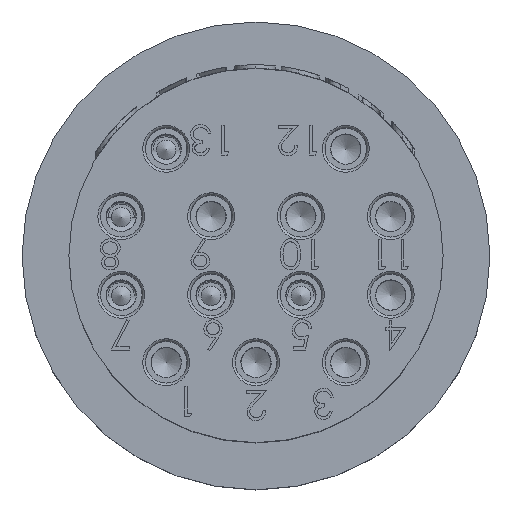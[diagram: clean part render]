
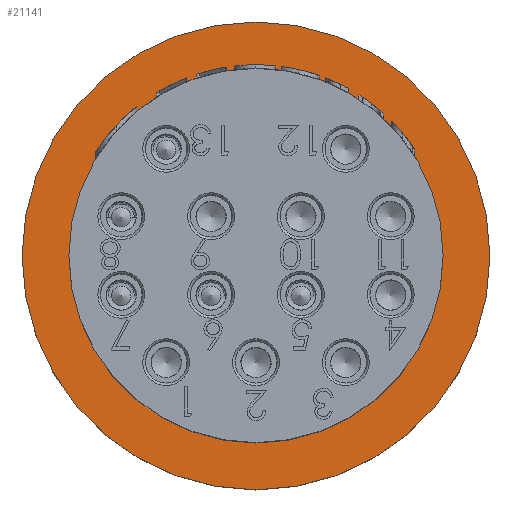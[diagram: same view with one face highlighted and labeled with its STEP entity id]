
A CAD part, top view. The second image highlights one B-rep face of the part: STEP entity #21141.
In plain terms, the highlighted planar face has unit normal (0, 0, 1).
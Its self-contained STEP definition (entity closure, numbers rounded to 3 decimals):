
#368=FACE_BOUND('',#4116,.T.);
#898=PLANE('',#23018);
#2873=FACE_OUTER_BOUND('',#4115,.T.);
#4115=EDGE_LOOP('',(#18066));
#4116=EDGE_LOOP('',(#18067));
#7934=CIRCLE('',#22684,15.875);
#7962=CIRCLE('',#22765,12.7);
#9023=VERTEX_POINT('',#32873);
#9051=VERTEX_POINT('',#33035);
#11494=EDGE_CURVE('',#9023,#9023,#7934,.T.);
#11575=EDGE_CURVE('',#9051,#9051,#7962,.T.);
#18066=ORIENTED_EDGE('',*,*,#11494,.F.);
#18067=ORIENTED_EDGE('',*,*,#11575,.T.);
#21141=ADVANCED_FACE('',(#2873,#368),#898,.F.);
#22684=AXIS2_PLACEMENT_3D('',#32875,#26331,#26332);
#22765=AXIS2_PLACEMENT_3D('',#33037,#26546,#26547);
#23018=AXIS2_PLACEMENT_3D('',#45882,#27638,#27639);
#26331=DIRECTION('center_axis',(0.,0.,
-1.));
#26332=DIRECTION('ref_axis',(1.,0.,0.));
#26546=DIRECTION('center_axis',(0.,0.,
-1.));
#26547=DIRECTION('ref_axis',(1.,0.,0.));
#27638=DIRECTION('center_axis',(0.,0.,
-1.));
#27639=DIRECTION('ref_axis',(1.,0.,0.));
#32873=CARTESIAN_POINT('',(-15.875,0.,0.));
#32875=CARTESIAN_POINT('Origin',(0.,0.,
0.));
#33035=CARTESIAN_POINT('',(12.7,0.,0.));
#33037=CARTESIAN_POINT('Origin',(0.,0.,0.));
#45882=CARTESIAN_POINT('Origin',(0.,0.,
0.));
